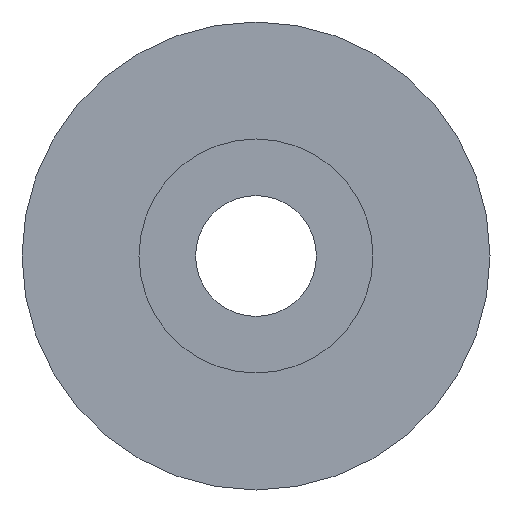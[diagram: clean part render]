
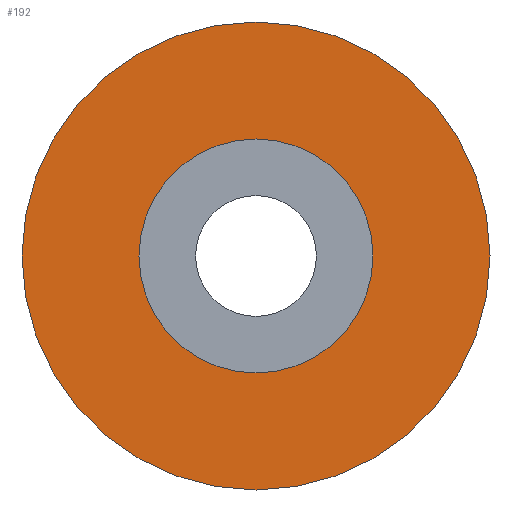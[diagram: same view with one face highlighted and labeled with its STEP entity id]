
A CAD part, front view. The second image highlights one B-rep face of the part: STEP entity #192.
In plain terms, the highlighted planar face has unit normal (0, -1, 0).
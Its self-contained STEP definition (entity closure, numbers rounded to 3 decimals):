
#9 = DIRECTION ( 'NONE',  ( 0., 0., 1. ) ) ;
#10 = DIRECTION ( 'NONE',  ( 0., 1., 0. ) ) ;
#11 = AXIS2_PLACEMENT_3D ( 'NONE', #207, #48, #151 ) ;
#17 = CARTESIAN_POINT ( 'NONE',  ( 0., 0.5, 0. ) ) ;
#21 = CARTESIAN_POINT ( 'NONE',  ( 0., 0.5, -3. ) ) ;
#26 = CIRCLE ( 'NONE', #251, 6. ) ;
#31 = ORIENTED_EDGE ( 'NONE', *, *, #200, .T. ) ;
#48 = DIRECTION ( 'NONE',  ( 0., 1., 0. ) ) ;
#51 = CIRCLE ( 'NONE', #324, 3. ) ;
#57 = ORIENTED_EDGE ( 'NONE', *, *, #233, .F. ) ;
#66 = PLANE ( 'NONE',  #298 ) ;
#68 = CARTESIAN_POINT ( 'NONE',  ( 0., 0.5, 0. ) ) ;
#69 = DIRECTION ( 'NONE',  ( 0., 0., 1. ) ) ;
#91 = FACE_OUTER_BOUND ( 'NONE', #230, .T. ) ;
#94 = CARTESIAN_POINT ( 'NONE',  ( 0., 0.5, 3. ) ) ;
#98 = DIRECTION ( 'NONE',  ( 0., 1., 0. ) ) ;
#107 = ORIENTED_EDGE ( 'NONE', *, *, #225, .F. ) ;
#112 = EDGE_CURVE ( 'NONE', #177, #280, #51, .T. ) ;
#119 = CARTESIAN_POINT ( 'NONE',  ( 0., 0.5, 0. ) ) ;
#141 = CIRCLE ( 'NONE', #306, 6. ) ;
#142 = VERTEX_POINT ( 'NONE', #226 ) ;
#151 = DIRECTION ( 'NONE',  ( 0., 0., 1. ) ) ;
#177 = VERTEX_POINT ( 'NONE', #94 ) ;
#185 = VERTEX_POINT ( 'NONE', #248 ) ;
#192 = ADVANCED_FACE ( 'NONE', ( #304, #91 ), #66, .F. ) ;
#200 = EDGE_CURVE ( 'NONE', #280, #177, #259, .T. ) ;
#207 = CARTESIAN_POINT ( 'NONE',  ( 0., 0.5, 0. ) ) ;
#220 = EDGE_LOOP ( 'NONE', ( #31, #305 ) ) ;
#225 = EDGE_CURVE ( 'NONE', #142, #185, #141, .T. ) ;
#226 = CARTESIAN_POINT ( 'NONE',  ( 0., 0.5, 6. ) ) ;
#227 = DIRECTION ( 'NONE',  ( 0., 1., 0. ) ) ;
#230 = EDGE_LOOP ( 'NONE', ( #57, #107 ) ) ;
#232 = CARTESIAN_POINT ( 'NONE',  ( 0., 0.5, 0. ) ) ;
#233 = EDGE_CURVE ( 'NONE', #185, #142, #26, .T. ) ;
#248 = CARTESIAN_POINT ( 'NONE',  ( 0., 0.5, -6. ) ) ;
#251 = AXIS2_PLACEMENT_3D ( 'NONE', #68, #98, #293 ) ;
#259 = CIRCLE ( 'NONE', #11, 3. ) ;
#280 = VERTEX_POINT ( 'NONE', #21 ) ;
#289 = DIRECTION ( 'NONE',  ( 0., 1., 0. ) ) ;
#293 = DIRECTION ( 'NONE',  ( 0., 0., 1. ) ) ;
#298 = AXIS2_PLACEMENT_3D ( 'NONE', #232, #289, #319 ) ;
#304 = FACE_BOUND ( 'NONE', #220, .T. ) ;
#305 = ORIENTED_EDGE ( 'NONE', *, *, #112, .T. ) ;
#306 = AXIS2_PLACEMENT_3D ( 'NONE', #17, #227, #69 ) ;
#319 = DIRECTION ( 'NONE',  ( 0., 0., 1. ) ) ;
#324 = AXIS2_PLACEMENT_3D ( 'NONE', #119, #10, #9 ) ;
